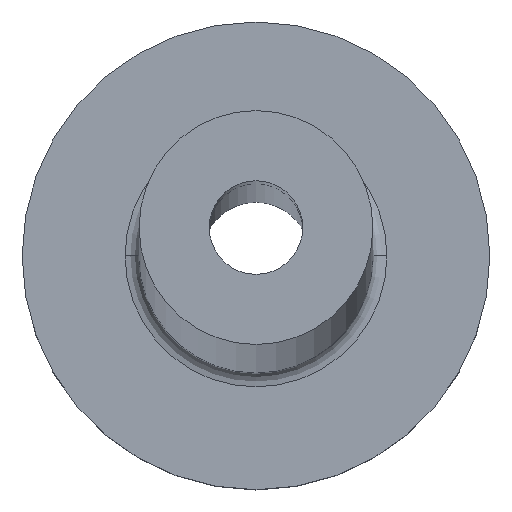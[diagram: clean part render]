
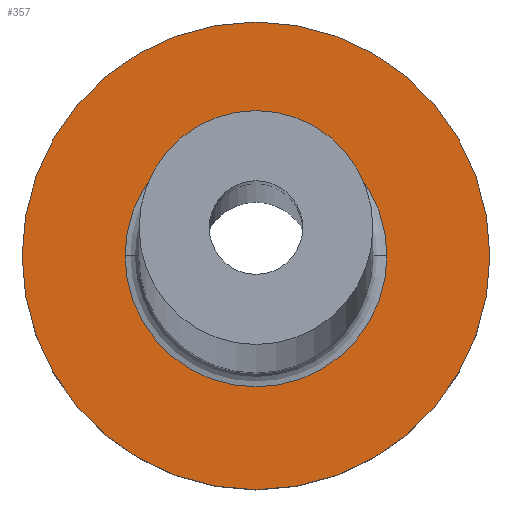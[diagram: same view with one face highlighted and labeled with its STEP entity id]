
A CAD part, top view. The second image highlights one B-rep face of the part: STEP entity #357.
In plain terms, the highlighted planar face has unit normal (0, 0, 1).
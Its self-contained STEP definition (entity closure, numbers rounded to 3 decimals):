
#2 = ORIENTED_EDGE ( 'NONE', *, *, #435, .T. ) ;
#3 = CARTESIAN_POINT ( 'NONE',  ( 0., 0., 3. ) ) ;
#4 = EDGE_LOOP ( 'NONE', ( #273, #229 ) ) ;
#23 = ORIENTED_EDGE ( 'NONE', *, *, #252, .T. ) ;
#40 = CIRCLE ( 'NONE', #184, 2.8 ) ;
#43 = FACE_OUTER_BOUND ( 'NONE', #322, .T. ) ;
#45 = VERTEX_POINT ( 'NONE', #234 ) ;
#77 = VERTEX_POINT ( 'NONE', #163 ) ;
#90 = DIRECTION ( 'NONE',  ( 0., 0., 1. ) ) ;
#122 = DIRECTION ( 'NONE',  ( 0., 0., 1. ) ) ;
#127 = DIRECTION ( 'NONE',  ( 1., 0., 0. ) ) ;
#163 = CARTESIAN_POINT ( 'NONE',  ( -2.8, 0., 3. ) ) ;
#164 = VERTEX_POINT ( 'NONE', #422 ) ;
#184 = AXIS2_PLACEMENT_3D ( 'NONE', #246, #248, #352 ) ;
#192 = CIRCLE ( 'NONE', #314, 5. ) ;
#223 = EDGE_CURVE ( 'NONE', #335, #77, #40, .T. ) ;
#229 = ORIENTED_EDGE ( 'NONE', *, *, #459, .T. ) ;
#234 = CARTESIAN_POINT ( 'NONE',  ( 5., 0., 3. ) ) ;
#235 = DIRECTION ( 'NONE',  ( 1., 0., 0. ) ) ;
#241 = DIRECTION ( 'NONE',  ( 0., 0., -1. ) ) ;
#246 = CARTESIAN_POINT ( 'NONE',  ( 0., 0., 3. ) ) ;
#248 = DIRECTION ( 'NONE',  ( 0., 0., -1. ) ) ;
#252 = EDGE_CURVE ( 'NONE', #45, #164, #265, .T. ) ;
#265 = CIRCLE ( 'NONE', #445, 5. ) ;
#273 = ORIENTED_EDGE ( 'NONE', *, *, #223, .T. ) ;
#283 = DIRECTION ( 'NONE',  ( 0., 0., 1. ) ) ;
#313 = CARTESIAN_POINT ( 'NONE',  ( 0., 0., 3. ) ) ;
#314 = AXIS2_PLACEMENT_3D ( 'NONE', #406, #90, #374 ) ;
#322 = EDGE_LOOP ( 'NONE', ( #2, #23 ) ) ;
#335 = VERTEX_POINT ( 'NONE', #375 ) ;
#352 = DIRECTION ( 'NONE',  ( 1., 0., 0. ) ) ;
#357 = ADVANCED_FACE ( 'NONE', ( #431, #43 ), #437, .T. ) ;
#372 = AXIS2_PLACEMENT_3D ( 'NONE', #408, #122, #127 ) ;
#374 = DIRECTION ( 'NONE',  ( 1., 0., 0. ) ) ;
#375 = CARTESIAN_POINT ( 'NONE',  ( 2.8, 0., 3. ) ) ;
#393 = DIRECTION ( 'NONE',  ( 1., 0., 0. ) ) ;
#406 = CARTESIAN_POINT ( 'NONE',  ( 0., 0., 3. ) ) ;
#408 = CARTESIAN_POINT ( 'NONE',  ( 0., 0., 3. ) ) ;
#419 = AXIS2_PLACEMENT_3D ( 'NONE', #313, #241, #235 ) ;
#422 = CARTESIAN_POINT ( 'NONE',  ( -5., 0., 3. ) ) ;
#431 = FACE_BOUND ( 'NONE', #4, .T. ) ;
#435 = EDGE_CURVE ( 'NONE', #164, #45, #192, .T. ) ;
#437 = PLANE ( 'NONE',  #372 ) ;
#445 = AXIS2_PLACEMENT_3D ( 'NONE', #3, #283, #393 ) ;
#453 = CIRCLE ( 'NONE', #419, 2.8 ) ;
#459 = EDGE_CURVE ( 'NONE', #77, #335, #453, .T. ) ;
